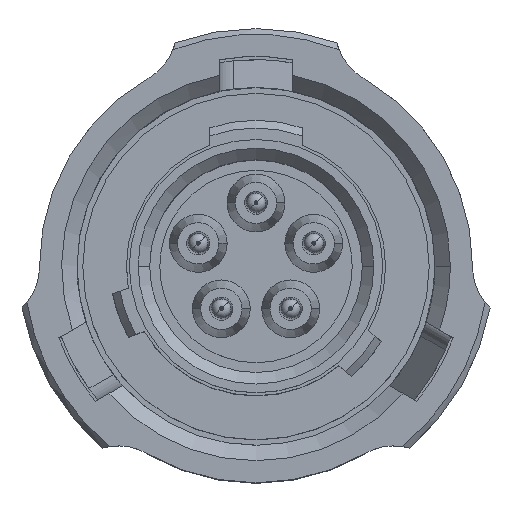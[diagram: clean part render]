
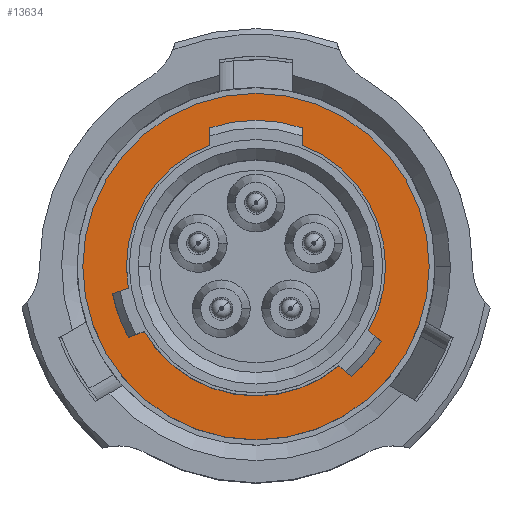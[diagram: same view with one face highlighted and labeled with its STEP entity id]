
A CAD part, top view. The second image highlights one B-rep face of the part: STEP entity #13634.
In plain terms, the highlighted planar face has unit normal (0, 0, 1).
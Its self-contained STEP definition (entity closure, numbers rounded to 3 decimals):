
#86 = EDGE_CURVE ( 'NONE', #7928, #18843, #18411, .T. ) ;
#436 = DIRECTION ( 'NONE',  ( 0., 0., 1. ) ) ;
#1634 = ORIENTED_EDGE ( 'NONE', *, *, #86, .T. ) ;
#2120 = EDGE_LOOP ( 'NONE', ( #15744, #18275 ) ) ;
#2726 = EDGE_CURVE ( 'NONE', #15688, #15192, #13947, .T. ) ;
#4683 = CARTESIAN_POINT ( 'NONE',  ( -4.5, 0., -6.6 ) ) ;
#4906 = PLANE ( 'NONE',  #9609 ) ;
#4974 = CARTESIAN_POINT ( 'NONE',  ( 0., 3.29, -6.6 ) ) ;
#6716 = DIRECTION ( 'NONE',  ( -1., 0., 0. ) ) ;
#6826 = AXIS2_PLACEMENT_3D ( 'NONE', #7404, #19382, #9144 ) ;
#7038 = EDGE_LOOP ( 'NONE', ( #1634, #15813 ) ) ;
#7404 = CARTESIAN_POINT ( 'NONE',  ( 0., 0., -6.6 ) ) ;
#7928 = VERTEX_POINT ( 'NONE', #8660 ) ;
#8241 = DIRECTION ( 'NONE',  ( 0., 0., 1. ) ) ;
#8660 = CARTESIAN_POINT ( 'NONE',  ( 4.5, 0., -6.6 ) ) ;
#9092 = DIRECTION ( 'NONE',  ( 0., 0., 1. ) ) ;
#9144 = DIRECTION ( 'NONE',  ( 1., 0., 0. ) ) ;
#9609 = AXIS2_PLACEMENT_3D ( 'NONE', #4974, #16949, #6716 ) ;
#10074 = CIRCLE ( 'NONE', #10359, 3.29 ) ;
#10222 = EDGE_CURVE ( 'NONE', #15192, #15688, #10074, .T. ) ;
#10359 = AXIS2_PLACEMENT_3D ( 'NONE', #18475, #8241, #20209 ) ;
#10713 = CARTESIAN_POINT ( 'NONE',  ( 0., 0., -6.6 ) ) ;
#12268 = FACE_BOUND ( 'NONE', #2120, .T. ) ;
#12378 = EDGE_CURVE ( 'NONE', #18843, #7928, #19265, .T. ) ;
#12443 = DIRECTION ( 'NONE',  ( 1., 0., 0. ) ) ;
#12950 = CARTESIAN_POINT ( 'NONE',  ( 3.29, 0., -6.6 ) ) ;
#13634 = ADVANCED_FACE ( 'NONE', ( #12268, #17328 ), #4906, .F. ) ;
#13947 = CIRCLE ( 'NONE', #19818, 3.29 ) ;
#15192 = VERTEX_POINT ( 'NONE', #12950 ) ;
#15688 = VERTEX_POINT ( 'NONE', #16002 ) ;
#15744 = ORIENTED_EDGE ( 'NONE', *, *, #10222, .F. ) ;
#15813 = ORIENTED_EDGE ( 'NONE', *, *, #12378, .T. ) ;
#16002 = CARTESIAN_POINT ( 'NONE',  ( -3.29, 0., -6.6 ) ) ;
#16949 = DIRECTION ( 'NONE',  ( 0., 0., -1. ) ) ;
#17328 = FACE_OUTER_BOUND ( 'NONE', #7038, .T. ) ;
#18275 = ORIENTED_EDGE ( 'NONE', *, *, #2726, .F. ) ;
#18411 = CIRCLE ( 'NONE', #6826, 4.5 ) ;
#18475 = CARTESIAN_POINT ( 'NONE',  ( 0., 0., -6.6 ) ) ;
#18843 = VERTEX_POINT ( 'NONE', #4683 ) ;
#19265 = CIRCLE ( 'NONE', #21919, 4.5 ) ;
#19331 = CARTESIAN_POINT ( 'NONE',  ( 0., 0., -6.6 ) ) ;
#19382 = DIRECTION ( 'NONE',  ( 0., 0., 1. ) ) ;
#19818 = AXIS2_PLACEMENT_3D ( 'NONE', #19331, #9092, #21056 ) ;
#20209 = DIRECTION ( 'NONE',  ( 1., 0., 0. ) ) ;
#21056 = DIRECTION ( 'NONE',  ( 1., 0., 0. ) ) ;
#21919 = AXIS2_PLACEMENT_3D ( 'NONE', #10713, #436, #12443 ) ;
